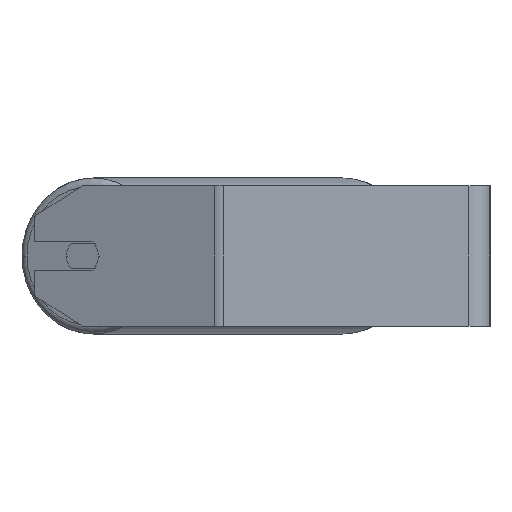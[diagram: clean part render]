
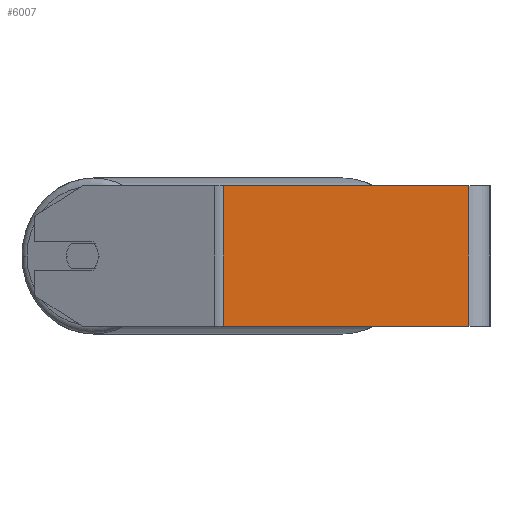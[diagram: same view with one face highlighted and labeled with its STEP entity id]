
A CAD part, left-side view. The second image highlights one B-rep face of the part: STEP entity #6007.
In plain terms, the highlighted planar face has unit normal (-1, 0, 0).
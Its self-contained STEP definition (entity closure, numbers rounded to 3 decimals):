
#31 = PLANE ( 'NONE',  #3140 ) ;
#233 = CARTESIAN_POINT ( 'NONE',  ( -380., 12., -40. ) ) ;
#863 = DIRECTION ( 'NONE',  ( 0., -1., 0. ) ) ;
#972 = ORIENTED_EDGE ( 'NONE', *, *, #5471, .T. ) ;
#1006 = EDGE_CURVE ( 'NONE', #2598, #4300, #4684, .T. ) ;
#1220 = CARTESIAN_POINT ( 'NONE',  ( -380., 12., 40. ) ) ;
#1635 = LINE ( 'NONE', #4997, #7021 ) ;
#1840 = DIRECTION ( 'NONE',  ( 0., 0., -1. ) ) ;
#2082 = CARTESIAN_POINT ( 'NONE',  ( -380., 152.035, -40. ) ) ;
#2122 = DIRECTION ( 'NONE',  ( 0., -1., 0. ) ) ;
#2598 = VERTEX_POINT ( 'NONE', #1220 ) ;
#2919 = FACE_OUTER_BOUND ( 'NONE', #3719, .T. ) ;
#2929 = DIRECTION ( 'NONE',  ( 0., 0., -1. ) ) ;
#3085 = LINE ( 'NONE', #5930, #6293 ) ;
#3140 = AXIS2_PLACEMENT_3D ( 'NONE', #4546, #3542, #1840 ) ;
#3153 = ORIENTED_EDGE ( 'NONE', *, *, #5622, .T. ) ;
#3289 = CARTESIAN_POINT ( 'NONE',  ( -380., 152.035, 40. ) ) ;
#3440 = CARTESIAN_POINT ( 'NONE',  ( -380., 12., 40. ) ) ;
#3542 = DIRECTION ( 'NONE',  ( 1., 0., 0. ) ) ;
#3719 = EDGE_LOOP ( 'NONE', ( #972, #4850, #4890, #3153 ) ) ;
#4005 = LINE ( 'NONE', #5070, #6664 ) ;
#4300 = VERTEX_POINT ( 'NONE', #233 ) ;
#4319 = EDGE_CURVE ( 'NONE', #4690, #2598, #3085, .T. ) ;
#4546 = CARTESIAN_POINT ( 'NONE',  ( -380., 154.696, 40. ) ) ;
#4684 = LINE ( 'NONE', #3440, #5140 ) ;
#4690 = VERTEX_POINT ( 'NONE', #3289 ) ;
#4850 = ORIENTED_EDGE ( 'NONE', *, *, #1006, .F. ) ;
#4890 = ORIENTED_EDGE ( 'NONE', *, *, #4319, .F. ) ;
#4997 = CARTESIAN_POINT ( 'NONE',  ( -380., 154.696, -40. ) ) ;
#5070 = CARTESIAN_POINT ( 'NONE',  ( -380., 152.035, 40. ) ) ;
#5140 = VECTOR ( 'NONE', #6940, 1000. ) ;
#5471 = EDGE_CURVE ( 'NONE', #7048, #4300, #1635, .T. ) ;
#5622 = EDGE_CURVE ( 'NONE', #4690, #7048, #4005, .T. ) ;
#5930 = CARTESIAN_POINT ( 'NONE',  ( -380., 154.696, 40. ) ) ;
#6007 = ADVANCED_FACE ( 'NONE', ( #2919 ), #31, .F. ) ;
#6293 = VECTOR ( 'NONE', #863, 1000. ) ;
#6664 = VECTOR ( 'NONE', #2929, 1000. ) ;
#6940 = DIRECTION ( 'NONE',  ( 0., 0., -1. ) ) ;
#7021 = VECTOR ( 'NONE', #2122, 1000. ) ;
#7048 = VERTEX_POINT ( 'NONE', #2082 ) ;
